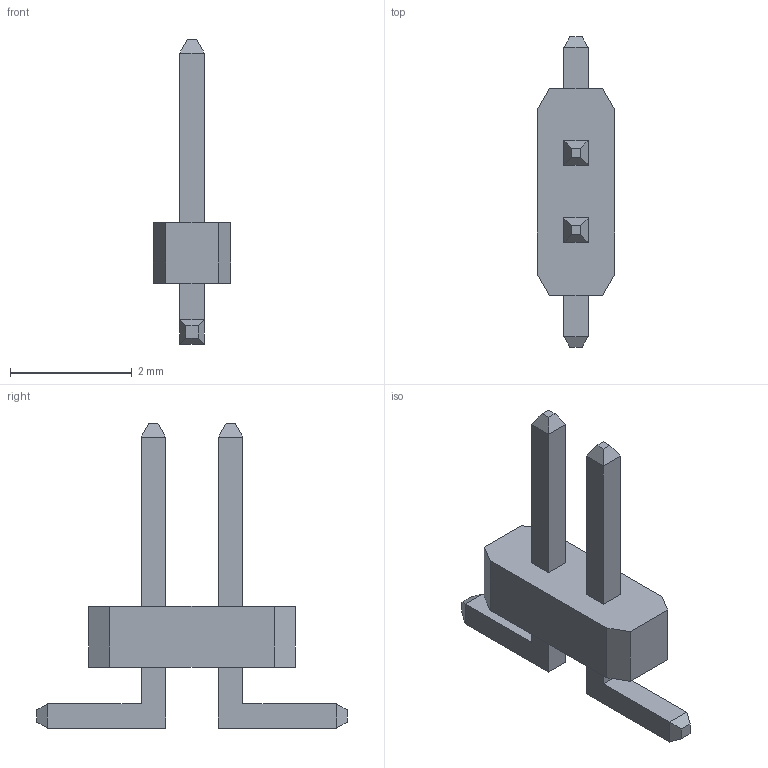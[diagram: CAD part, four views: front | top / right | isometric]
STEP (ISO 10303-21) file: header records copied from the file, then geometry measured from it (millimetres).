
FILE_DESCRIPTION(('FreeCAD Model'),'2;1');
FILE_NAME('0.05_HEADER_2X1.step', '2017-08-11T16:26:10',('kicad StepUp'),('ksu MCAD'), 'Open CASCADE STEP processor 6.8','FreeCAD','Unknown');
FILE_SCHEMA(('AUTOMOTIVE_DESIGN_CC2 { 1 2 10303 214 -1 1 5 4 }'));
Length unit declared in the file: millimetre
Products named in the file (2): ASSEMBLY; 0.05_HEADER_2X1
Assembly tree (1 placements, depth 2):
  ASSEMBLY
    0.05_HEADER_2X1
Bounding box: 1.27 x 5.1 x 5 mm (x, y, z)
Volume: 6 mm3; surface area: 34.7 mm2
Topology: 1 solids, 1 shells, 50 faces, 116 edges, 72 vertices
Faces by surface type: plane 50
Entity records: 1754 total; most frequent: CARTESIAN_POINT 240, ORIENTED_EDGE 232, DIRECTION 220, EDGE_CURVE 116, LINE 116, VECTOR 116, VERTEX_POINT 72, FACE_BOUND 54
